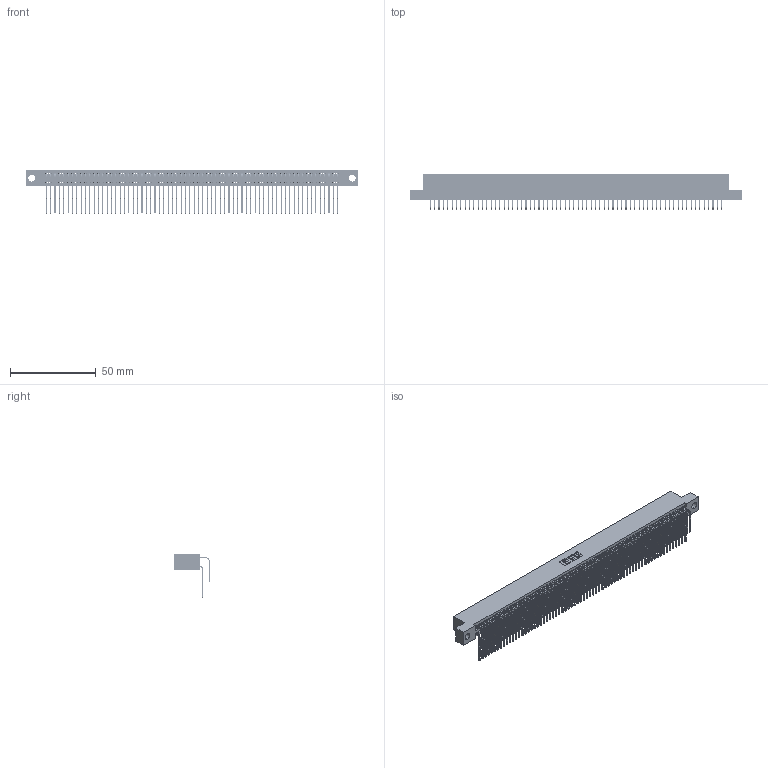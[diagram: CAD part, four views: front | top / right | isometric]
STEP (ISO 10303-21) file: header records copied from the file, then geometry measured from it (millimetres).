
FILE_DESCRIPTION (( 'STEP AP203' ), '1' );
FILE_NAME ('345-136-559-204.STEP', '2018-10-20T16:00:15', ( '' ), ( '' ), 'SwSTEP 2.0', 'SolidWorks 2016', '' );
FILE_SCHEMA (( 'CONFIG_CONTROL_DESIGN' ));
Length unit declared in the file: inch
Products named in the file (4): 345-292-001_558 559 Tail - 1; 345 Part_Flush Mounting Lugs - 0.156 Dia-TH; 345-136-559-204; 345-292-001_559 Tail - 2
Assembly tree (137 placements, depth 2):
  345-136-559-204
    345 Part_Flush Mounting Lugs - 0.156 Dia-TH
    345-292-001_558 559 Tail - 1  x68
    345-292-001_559 Tail - 2  x68
Bounding box: 193.93 x 20.56 x 25.53 mm (x, y, z)
Volume: 19776.5 mm3; surface area: 33240.9 mm2
Topology: 137 solids, 137 shells, 7198 faces, 21421 edges, 14098 vertices
Faces by surface type: plane 4840, cylinder 2358
Entity records: 51509 total; most frequent: CARTESIAN_POINT 8655, ORIENTED_EDGE 8538, DIRECTION 7573, EDGE_CURVE 4269, LINE 3825, VECTOR 3825, VERTEX_POINT 2842, AXIS2_PLACEMENT_3D 1874
